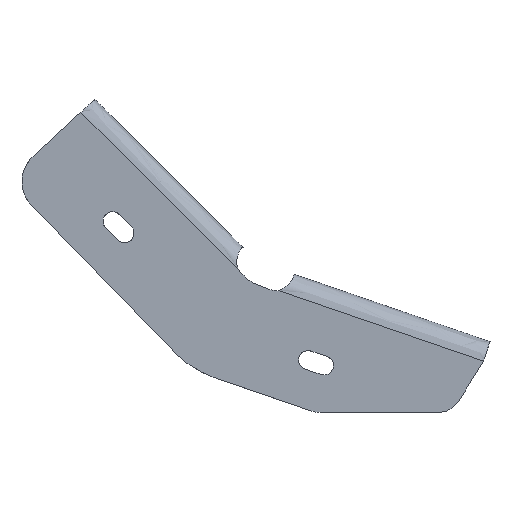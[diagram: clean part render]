
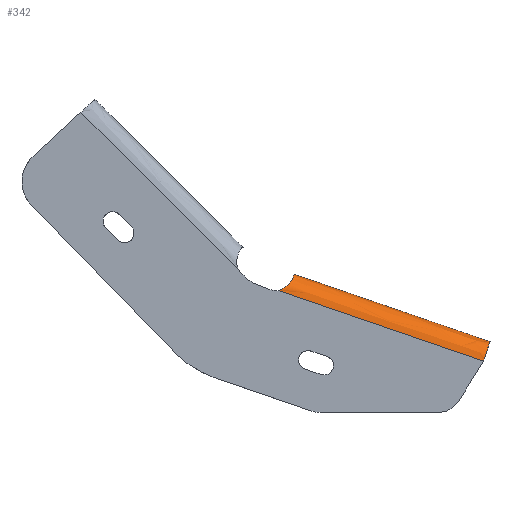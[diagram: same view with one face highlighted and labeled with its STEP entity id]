
A CAD part, top view. The second image highlights one B-rep face of the part: STEP entity #342.
In plain terms, the highlighted free-form (B-spline) face has degree [1, 3] with [2, 4] control points.
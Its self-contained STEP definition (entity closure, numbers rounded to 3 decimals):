
#11 = CARTESIAN_POINT ( 'NONE',  ( 2442.412, 889.989, 6. ) ) ;
#33 = EDGE_CURVE ( 'NONE', #695, #893, #608, .T. ) ;
#40 = CARTESIAN_POINT ( 'NONE',  ( 2329.063, 934.281, -6. ) ) ;
#45 = CARTESIAN_POINT ( 'NONE',  ( 2327.092, 930.231, 3.344 ) ) ;
#82 = CARTESIAN_POINT ( 'NONE',  ( 2325.027, 927.877, 5.073 ) ) ;
#124 = CARTESIAN_POINT ( 'NONE',  ( 2442.677, 893.121, 0.665 ) ) ;
#163 = CARTESIAN_POINT ( 'NONE',  ( 2319.666, 924.825, 6. ) ) ;
#182 = ORIENTED_EDGE ( 'NONE', *, *, #33, .F. ) ;
#201 = EDGE_CURVE ( 'NONE', #2067, #2697, #1640, .T. ) ;
#278 = CARTESIAN_POINT ( 'NONE',  ( 2399.444, 897.352, 6. ) ) ;
#284 = CARTESIAN_POINT ( 'NONE',  ( 2439.578, 884.248, 6. ) ) ;
#306 = CARTESIAN_POINT ( 'NONE',  ( 2321.864, 925.619, 5.943 ) ) ;
#336 = CARTESIAN_POINT ( 'NONE',  ( 2443.298, 894.941, -4.599 ) ) ;
#342 = ADVANCED_FACE ( 'NONE', ( #1641 ), #761, .F. ) ;
#394 = CARTESIAN_POINT ( 'NONE',  ( 2319.666, 924.825, 6. ) ) ;
#402 = CARTESIAN_POINT ( 'NONE',  ( 2440.123, 883.343, 6. ) ) ;
#473 = CARTESIAN_POINT ( 'NONE',  ( 2326.931, 930.01, 3.549 ) ) ;
#505 = CARTESIAN_POINT ( 'NONE',  ( 2326.75, 929.767, 3.766 ) ) ;
#532 = EDGE_CURVE ( 'NONE', #893, #1199, #606, .T. ) ;
#554 = CARTESIAN_POINT ( 'NONE',  ( 2328.778, 933.682, -1.464 ) ) ;
#556 = CARTESIAN_POINT ( 'NONE',  ( 2440.064, 885.504, 5.828 ) ) ;
#571 = CARTESIAN_POINT ( 'NONE',  ( 2329.028, 934.293, -3.723 ) ) ;
#586 = CARTESIAN_POINT ( 'NONE',  ( 2440.947, 888.077, 5.111 ) ) ;
#606 = B_SPLINE_CURVE_WITH_KNOTS ( 'NONE', 3,
 ( #1989, #554, #571, #956 ),
 .UNSPECIFIED., .F., .F.,
 ( 4, 4 ),
 ( 0., 1. ),
 .UNSPECIFIED. ) ;
#608 = B_SPLINE_CURVE_WITH_KNOTS ( 'NONE', 3,
 ( #394, #2547, #306, #2326, #1108, #1744, #1952, #82, #1535, #1133, #2339, #679, #505, #473, #2384, #1519, #1939, #2161, #1328, #1315, #45, #2174, #1301, #2560, #876, #1911 ),
 .UNSPECIFIED., .F., .F.,
 ( 4, 2, 2, 2, 2, 2, 2, 2, 2, 2, 2, 2, 4 ),
 ( 0., 0.25, 0.375, 0.438, 0.5, 0.625, 0.688, 0.703, 0.711, 0.715, 0.719, 0.75, 1. ),
 .UNSPECIFIED. ) ;
#679 = CARTESIAN_POINT ( 'NONE',  ( 2326.598, 929.574, 3.928 ) ) ;
#695 = VERTEX_POINT ( 'NONE', #163 ) ;
#724 = CARTESIAN_POINT ( 'NONE',  ( 2440.064, 885.504, 5.828 ) ) ;
#761 =( BOUNDED_SURFACE ( )  B_SPLINE_SURFACE ( 1, 3, ( 
 ( #1675, #2480, #2099, #2506 ),
 ( #1440, #1063, #11, #402 ) ),
 .UNSPECIFIED., .F., .F., .F. ) 
 B_SPLINE_SURFACE_WITH_KNOTS ( ( 2, 2 ),
 ( 4, 4 ),
 ( 0., 1. ),
 ( 0., 1. ),
 .UNSPECIFIED. ) 
 GEOMETRIC_REPRESENTATION_ITEM ( )  RATIONAL_B_SPLINE_SURFACE ( (
 ( 1., 0.805, 0.805, 1.),
 ( 1., 0.805, 0.805, 1.) ) ) 
 REPRESENTATION_ITEM ( '' )  SURFACE ( )  );
#807 = ORIENTED_EDGE ( 'NONE', *, *, #1042, .F. ) ;
#874 = CARTESIAN_POINT ( 'NONE',  ( 2405.219, 908.055, -6. ) ) ;
#876 = CARTESIAN_POINT ( 'NONE',  ( 2328.027, 931.811, 1.69 ) ) ;
#893 = VERTEX_POINT ( 'NONE', #2670 ) ;
#939 = CARTESIAN_POINT ( 'NONE',  ( 2439.333, 883.615, 6. ) ) ;
#956 = CARTESIAN_POINT ( 'NONE',  ( 2329.063, 934.281, -6. ) ) ;
#973 = CARTESIAN_POINT ( 'NONE',  ( 2439.333, 883.615, 6. ) ) ;
#993 = CARTESIAN_POINT ( 'NONE',  ( 2443.297, 894.942, -6. ) ) ;
#1042 = EDGE_CURVE ( 'NONE', #1890, #695, #2354, .T. ) ;
#1063 = CARTESIAN_POINT ( 'NONE',  ( 2444.031, 894.689, 1.029 ) ) ;
#1094 = CARTESIAN_POINT ( 'NONE',  ( 2367.141, 921.168, -6. ) ) ;
#1108 = CARTESIAN_POINT ( 'NONE',  ( 2323.768, 926.819, 5.57 ) ) ;
#1133 = CARTESIAN_POINT ( 'NONE',  ( 2325.775, 928.614, 4.641 ) ) ;
#1137 = ORIENTED_EDGE ( 'NONE', *, *, #2351, .T. ) ;
#1199 = VERTEX_POINT ( 'NONE', #1244 ) ;
#1211 = B_SPLINE_CURVE_WITH_KNOTS ( 'NONE', 3,
 ( #939, #284, #2168, #724 ),
 .UNSPECIFIED., .F., .F.,
 ( 4, 4 ),
 ( -1., 0. ),
 .UNSPECIFIED. ) ;
#1244 = CARTESIAN_POINT ( 'NONE',  ( 2329.063, 934.281, -6. ) ) ;
#1301 = CARTESIAN_POINT ( 'NONE',  ( 2327.197, 930.381, 3.2 ) ) ;
#1315 = CARTESIAN_POINT ( 'NONE',  ( 2327.086, 930.222, 3.352 ) ) ;
#1328 = CARTESIAN_POINT ( 'NONE',  ( 2327.074, 930.205, 3.368 ) ) ;
#1340 = EDGE_CURVE ( 'NONE', #1199, #2067, #1922, .T. ) ;
#1346 = CARTESIAN_POINT ( 'NONE',  ( 2439.333, 883.615, 6. ) ) ;
#1440 = CARTESIAN_POINT ( 'NONE',  ( 2444.031, 894.689, -6. ) ) ;
#1519 = CARTESIAN_POINT ( 'NONE',  ( 2327.02, 930.131, 3.438 ) ) ;
#1535 = CARTESIAN_POINT ( 'NONE',  ( 2325.218, 928.059, 4.972 ) ) ;
#1536 = CARTESIAN_POINT ( 'NONE',  ( 2319.666, 924.825, 6. ) ) ;
#1554 = EDGE_LOOP ( 'NONE', ( #1137, #1611, #2167, #2509, #182, #807 ) ) ;
#1611 = ORIENTED_EDGE ( 'NONE', *, *, #201, .F. ) ;
#1640 = B_SPLINE_CURVE_WITH_KNOTS ( 'NONE', 3,
 ( #1978, #336, #2233, #1814, #124, #2453, #2652, #586, #2424, #556 ),
 .UNSPECIFIED., .F., .F.,
 ( 4, 2, 2, 2, 4 ),
 ( 0., 0.25, 0.5, 0.75, 1. ),
 .UNSPECIFIED. ) ;
#1641 = FACE_OUTER_BOUND ( 'NONE', #1554, .T. ) ;
#1675 = CARTESIAN_POINT ( 'NONE',  ( 2322.854, 936.419, -6. ) ) ;
#1744 = CARTESIAN_POINT ( 'NONE',  ( 2324.418, 927.338, 5.343 ) ) ;
#1814 = CARTESIAN_POINT ( 'NONE',  ( 2442.908, 893.796, -0.565 ) ) ;
#1890 = VERTEX_POINT ( 'NONE', #973 ) ;
#1911 = CARTESIAN_POINT ( 'NONE',  ( 2328.343, 932.536, 0.455 ) ) ;
#1922 = B_SPLINE_CURVE_WITH_KNOTS ( 'NONE', 3,
 ( #40, #1094, #874, #1937 ),
 .UNSPECIFIED., .F., .F.,
 ( 4, 4 ),
 ( 0., 1. ),
 .UNSPECIFIED. ) ;
#1937 = CARTESIAN_POINT ( 'NONE',  ( 2443.297, 894.942, -6. ) ) ;
#1939 = CARTESIAN_POINT ( 'NONE',  ( 2327.038, 930.155, 3.416 ) ) ;
#1952 = CARTESIAN_POINT ( 'NONE',  ( 2324.632, 927.521, 5.257 ) ) ;
#1978 = CARTESIAN_POINT ( 'NONE',  ( 2443.297, 894.942, -6. ) ) ;
#1989 = CARTESIAN_POINT ( 'NONE',  ( 2328.343, 932.536, 0.455 ) ) ;
#2067 = VERTEX_POINT ( 'NONE', #993 ) ;
#2099 = CARTESIAN_POINT ( 'NONE',  ( 2321.236, 931.719, 6. ) ) ;
#2161 = CARTESIAN_POINT ( 'NONE',  ( 2327.064, 930.191, 3.382 ) ) ;
#2162 = CARTESIAN_POINT ( 'NONE',  ( 2359.555, 911.089, 6. ) ) ;
#2167 = ORIENTED_EDGE ( 'NONE', *, *, #1340, .F. ) ;
#2168 = CARTESIAN_POINT ( 'NONE',  ( 2439.823, 884.881, 5.942 ) ) ;
#2174 = CARTESIAN_POINT ( 'NONE',  ( 2327.148, 930.309, 3.27 ) ) ;
#2233 = CARTESIAN_POINT ( 'NONE',  ( 2443.219, 894.706, -3.198 ) ) ;
#2326 = CARTESIAN_POINT ( 'NONE',  ( 2323.309, 926.497, 5.685 ) ) ;
#2339 = CARTESIAN_POINT ( 'NONE',  ( 2326.12, 928.995, 4.381 ) ) ;
#2351 = EDGE_CURVE ( 'NONE', #1890, #2697, #1211, .T. ) ;
#2354 = B_SPLINE_CURVE_WITH_KNOTS ( 'NONE', 3,
 ( #1346, #278, #2162, #1536 ),
 .UNSPECIFIED., .F., .F.,
 ( 4, 4 ),
 ( 0., 1. ),
 .UNSPECIFIED. ) ;
#2384 = CARTESIAN_POINT ( 'NONE',  ( 2326.967, 930.058, 3.505 ) ) ;
#2424 = CARTESIAN_POINT ( 'NONE',  ( 2440.513, 886.811, 5.592 ) ) ;
#2453 = CARTESIAN_POINT ( 'NONE',  ( 2442.091, 891.412, 2.808 ) ) ;
#2480 = CARTESIAN_POINT ( 'NONE',  ( 2322.854, 936.419, 1.029 ) ) ;
#2500 = CARTESIAN_POINT ( 'NONE',  ( 2440.064, 885.504, 5.828 ) ) ;
#2506 = CARTESIAN_POINT ( 'NONE',  ( 2318.947, 925.073, 6. ) ) ;
#2509 = ORIENTED_EDGE ( 'NONE', *, *, #532, .F. ) ;
#2547 = CARTESIAN_POINT ( 'NONE',  ( 2320.807, 925.153, 6. ) ) ;
#2560 = CARTESIAN_POINT ( 'NONE',  ( 2327.638, 931.051, 2.537 ) ) ;
#2652 = CARTESIAN_POINT ( 'NONE',  ( 2441.737, 890.378, 3.719 ) ) ;
#2670 = CARTESIAN_POINT ( 'NONE',  ( 2328.343, 932.536, 0.455 ) ) ;
#2697 = VERTEX_POINT ( 'NONE', #2500 ) ;
